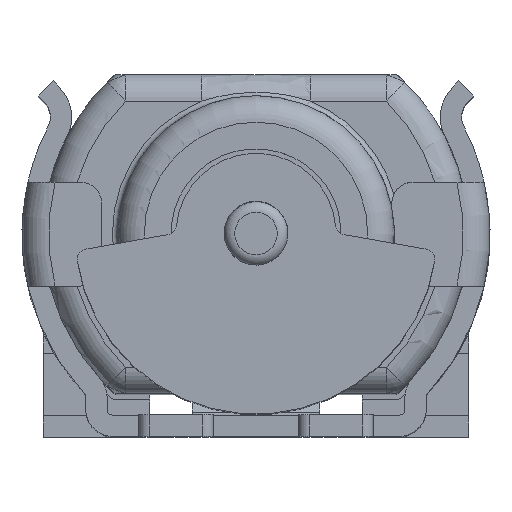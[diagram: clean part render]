
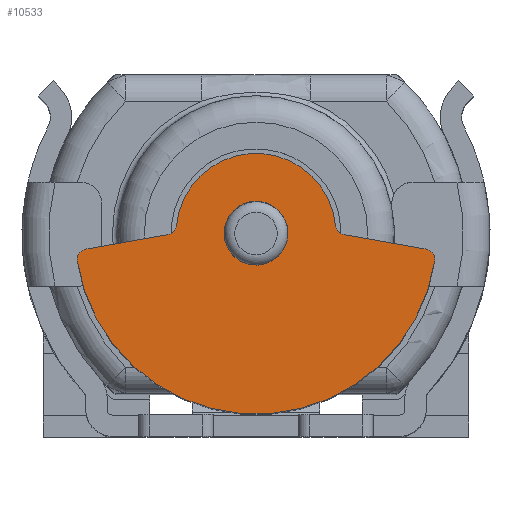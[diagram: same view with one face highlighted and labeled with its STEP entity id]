
A CAD part, top view. The second image highlights one B-rep face of the part: STEP entity #10533.
In plain terms, the highlighted planar face has unit normal (0, 0, 1).
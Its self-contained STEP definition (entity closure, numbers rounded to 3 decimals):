
#425=FACE_BOUND('',#1312,.T.);
#741=FACE_OUTER_BOUND('',#1311,.T.);
#1311=EDGE_LOOP('',(#8091,#8092,#8093,#8094,#8095,#8096,#8097,#8098));
#1312=EDGE_LOOP('',(#8099));
#1880=CIRCLE('',#11316,0.1);
#1881=CIRCLE('',#11318,0.75);
#1884=CIRCLE('',#11322,0.1);
#1885=CIRCLE('',#11325,0.1);
#1888=CIRCLE('',#11329,1.7);
#1889=CIRCLE('',#11331,0.1);
#1891=CIRCLE('',#11335,0.3);
#2582=LINE('',#17258,#3570);
#2590=LINE('',#17285,#3578);
#3570=VECTOR('',#13222,0.781);
#3578=VECTOR('',#13250,0.781);
#4586=VERTEX_POINT('',#17255);
#4587=VERTEX_POINT('',#17257);
#4589=VERTEX_POINT('',#17263);
#4591=VERTEX_POINT('',#17269);
#4593=VERTEX_POINT('',#17275);
#4596=VERTEX_POINT('',#17282);
#4597=VERTEX_POINT('',#17287);
#4600=VERTEX_POINT('',#17294);
#4601=VERTEX_POINT('',#17303);
#5837=EDGE_CURVE('',#4586,#4587,#2582,.T.);
#5842=EDGE_CURVE('',#4589,#4587,#1880,.T.);
#5843=EDGE_CURVE('',#4589,#4591,#1881,.T.);
#5848=EDGE_CURVE('',#4593,#4591,#1884,.T.);
#5851=EDGE_CURVE('',#4593,#4596,#2590,.T.);
#5852=EDGE_CURVE('',#4597,#4596,#1885,.T.);
#5857=EDGE_CURVE('',#4597,#4600,#1888,.T.);
#5858=EDGE_CURVE('',#4586,#4600,#1889,.T.);
#5860=EDGE_CURVE('',#4601,#4601,#1891,.T.);
#8091=ORIENTED_EDGE('',*,*,#5858,.T.);
#8092=ORIENTED_EDGE('',*,*,#5857,.F.);
#8093=ORIENTED_EDGE('',*,*,#5852,.T.);
#8094=ORIENTED_EDGE('',*,*,#5851,.F.);
#8095=ORIENTED_EDGE('',*,*,#5848,.T.);
#8096=ORIENTED_EDGE('',*,*,#5843,.F.);
#8097=ORIENTED_EDGE('',*,*,#5842,.T.);
#8098=ORIENTED_EDGE('',*,*,#5837,.F.);
#8099=ORIENTED_EDGE('',*,*,#5860,.F.);
#10114=PLANE('',#11336);
#10533=ADVANCED_FACE('',(#741,#425),#10114,.F.);
#11316=AXIS2_PLACEMENT_3D('',#17267,#13230,#13231);
#11318=AXIS2_PLACEMENT_3D('',#17270,#13234,#13235);
#11322=AXIS2_PLACEMENT_3D('',#17279,#13244,#13245);
#11325=AXIS2_PLACEMENT_3D('',#17288,#13253,#13254);
#11329=AXIS2_PLACEMENT_3D('',#17297,#13263,#13264);
#11331=AXIS2_PLACEMENT_3D('',#17299,#13267,#13268);
#11335=AXIS2_PLACEMENT_3D('',#17304,#13275,#13276);
#11336=AXIS2_PLACEMENT_3D('',#17306,#13278,#13279);
#13222=DIRECTION('',(0.985,0.174,0.));
#13230=DIRECTION('center_axis',(0.,0.,-1.));
#13231=DIRECTION('ref_axis',(0.995,-0.1,0.));
#13234=DIRECTION('center_axis',(0.,0.,-1.));
#13235=DIRECTION('ref_axis',(-0.995,0.1,0.));
#13244=DIRECTION('center_axis',(0.,0.,-1.));
#13245=DIRECTION('ref_axis',(-0.174,-0.985,0.));
#13250=DIRECTION('',(0.985,-0.174,0.));
#13253=DIRECTION('center_axis',(0.,0.,1.));
#13254=DIRECTION('ref_axis',(0.988,-0.155,0.));
#13263=DIRECTION('center_axis',(0.,0.,-1.));
#13264=DIRECTION('ref_axis',(0.988,-0.155,0.));
#13267=DIRECTION('center_axis',(0.,0.,1.));
#13268=DIRECTION('ref_axis',(-0.174,0.985,0.));
#13275=DIRECTION('center_axis',(0.,0.,1.));
#13276=DIRECTION('ref_axis',(1.,0.,0.));
#13278=DIRECTION('center_axis',(0.,0.,-1.));
#13279=DIRECTION('ref_axis',(0.,1.,0.));
#17255=CARTESIAN_POINT('',(-1.599,0.131,6.506));
#17257=CARTESIAN_POINT('',(-0.829,0.267,6.506));
#17258=CARTESIAN_POINT('',(-1.599,0.131,6.506));
#17263=CARTESIAN_POINT('',(-0.747,0.356,6.506));
#17267=CARTESIAN_POINT('Origin',(-0.847,0.366,6.506));
#17269=CARTESIAN_POINT('',(0.745,0.356,6.506));
#17270=CARTESIAN_POINT('Origin',(-0.001,0.281,6.506));
#17275=CARTESIAN_POINT('',(0.827,0.267,6.506));
#17279=CARTESIAN_POINT('Origin',(0.845,0.366,6.506));
#17282=CARTESIAN_POINT('',(1.597,0.131,6.506));
#17285=CARTESIAN_POINT('',(0.827,0.267,6.506));
#17287=CARTESIAN_POINT('',(1.678,0.017,6.506));
#17288=CARTESIAN_POINT('Origin',(1.58,0.033,6.506));
#17294=CARTESIAN_POINT('',(-1.68,0.017,6.506));
#17297=CARTESIAN_POINT('Origin',(-0.001,0.281,6.506));
#17299=CARTESIAN_POINT('Origin',(-1.582,0.033,6.506));
#17303=CARTESIAN_POINT('',(0.298,0.3,6.506));
#17304=CARTESIAN_POINT('Origin',(-0.001,0.281,6.506));
#17306=CARTESIAN_POINT('Origin',(-0.001,1.08,6.506));
